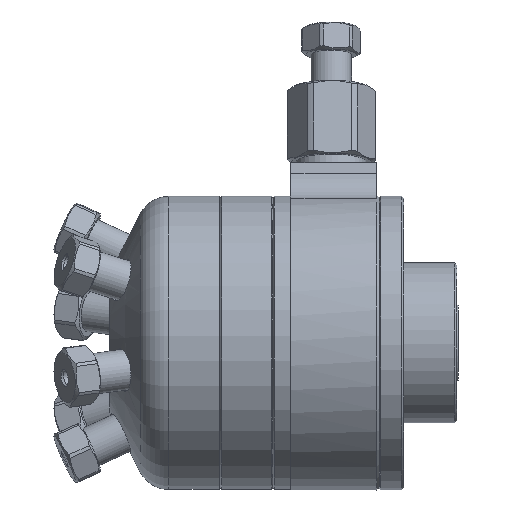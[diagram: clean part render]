
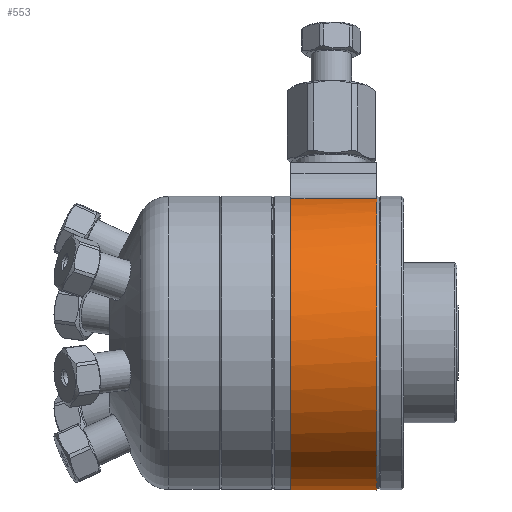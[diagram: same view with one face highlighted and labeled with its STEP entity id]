
A CAD part, front view. The second image highlights one B-rep face of the part: STEP entity #553.
In plain terms, the highlighted cylindrical face has radius 17.525 mm (diameter 35.05 mm), a full revolution.
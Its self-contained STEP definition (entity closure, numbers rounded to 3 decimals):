
#370=CARTESIAN_POINT('',(31.831,3.917,17.082));
#371=VERTEX_POINT('',#370);
#372=CARTESIAN_POINT('',(31.831,0.,0.));
#373=DIRECTION('',(1.0,0.,0.));
#374=DIRECTION('',(0.,-0.224,-0.975));
#375=AXIS2_PLACEMENT_3D('',#372,#373,#374);
#376=CIRCLE('',#375,17.525);
#377=EDGE_CURVE('',#371,#371,#376,.T.);
#464=CARTESIAN_POINT('',(31.75,10.56,13.986));
#465=VERTEX_POINT('',#464);
#466=CARTESIAN_POINT('',(31.75,-3.411,17.19));
#467=VERTEX_POINT('',#466);
#468=CARTESIAN_POINT('',(31.75,0.,0.));
#469=DIRECTION('',(1.0,0.,0.));
#470=DIRECTION('',(0.,0.224,0.975));
#471=AXIS2_PLACEMENT_3D('',#468,#469,#470);
#472=CIRCLE('',#471,17.525);
#473=EDGE_CURVE('',#465,#467,#472,.T.);
#519=CARTESIAN_POINT('',(26.861,0.,0.));
#520=DIRECTION('',(-1.0,0.,0.));
#521=DIRECTION('',(0.,0.224,0.975));
#522=AXIS2_PLACEMENT_3D('',#519,#520,#521);
#523=CYLINDRICAL_SURFACE('',#522,17.525);
#524=ORIENTED_EDGE('',*,*,#377,.F.);
#525=EDGE_LOOP('',(#524));
#526=FACE_OUTER_BOUND('',#525,.T.);
#527=CARTESIAN_POINT('',(21.59,10.56,13.986));
#528=VERTEX_POINT('',#527);
#529=CARTESIAN_POINT('',(31.75,10.56,13.986));
#530=DIRECTION('',(-1.0,0.0,0.0));
#531=VECTOR('',#530,10.16);
#532=LINE('',#529,#531);
#533=EDGE_CURVE('',#465,#528,#532,.T.);
#534=ORIENTED_EDGE('',*,*,#533,.F.);
#535=ORIENTED_EDGE('',*,*,#473,.T.);
#536=CARTESIAN_POINT('',(21.59,-3.411,17.19));
#537=VERTEX_POINT('',#536);
#538=CARTESIAN_POINT('',(21.59,-3.411,17.19));
#539=DIRECTION('',(1.0,0.0,0.0));
#540=VECTOR('',#539,10.16);
#541=LINE('',#538,#540);
#542=EDGE_CURVE('',#537,#467,#541,.T.);
#543=ORIENTED_EDGE('',*,*,#542,.F.);
#544=CARTESIAN_POINT('',(21.59,0.,0.));
#545=DIRECTION('',(-1.0,0.,0.));
#546=DIRECTION('',(0.,0.224,0.975));
#547=AXIS2_PLACEMENT_3D('',#544,#545,#546);
#548=CIRCLE('',#547,17.525);
#549=EDGE_CURVE('',#528,#537,#548,.T.);
#550=ORIENTED_EDGE('',*,*,#549,.F.);
#551=EDGE_LOOP('',(#534,#535,#543,#550));
#552=FACE_BOUND('',#551,.T.);
#553=ADVANCED_FACE('',(#526,#552),#523,.T.);
